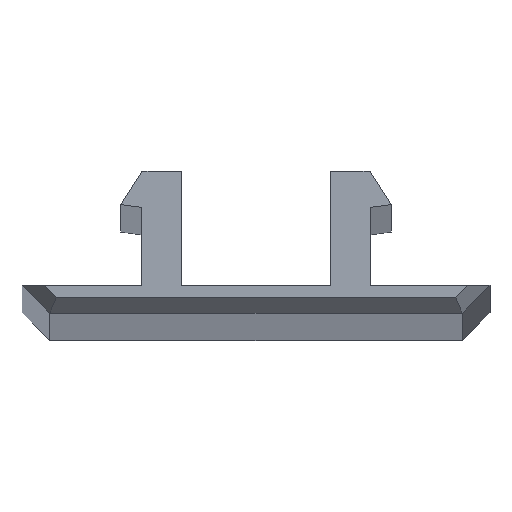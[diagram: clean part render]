
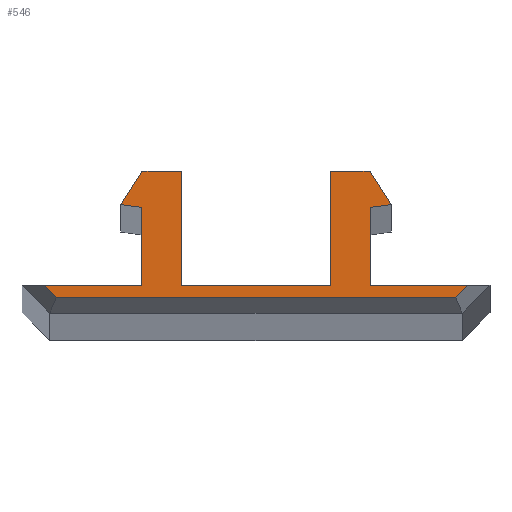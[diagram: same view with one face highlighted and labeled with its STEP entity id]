
A CAD part, top view. The second image highlights one B-rep face of the part: STEP entity #546.
In plain terms, the highlighted planar face has unit normal (0, 0, 1).
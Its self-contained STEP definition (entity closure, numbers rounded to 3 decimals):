
#4 = LINE ( 'NONE', #102, #337 ) ;
#15 = ORIENTED_EDGE ( 'NONE', *, *, #170, .T. ) ;
#20 = ORIENTED_EDGE ( 'NONE', *, *, #410, .T. ) ;
#22 = CARTESIAN_POINT ( 'NONE',  ( -1.9, 0.707, 400. ) ) ;
#27 = CARTESIAN_POINT ( 'NONE',  ( -2.9, 0., 400. ) ) ;
#30 = FACE_OUTER_BOUND ( 'NONE', #79, .T. ) ;
#60 = DIRECTION ( 'NONE',  ( 0.539, 0.842, 0. ) ) ;
#63 = ORIENTED_EDGE ( 'NONE', *, *, #263, .T. ) ;
#66 = VECTOR ( 'NONE', #307, 1000. ) ;
#70 = LINE ( 'NONE', #646, #409 ) ;
#74 = VECTOR ( 'NONE', #207, 1000. ) ;
#79 = EDGE_LOOP ( 'NONE', ( #244, #378, #712, #497, #656, #63, #643, #15, #20, #625, #119, #554, #320, #502, #138, #641 ) ) ;
#80 = DIRECTION ( 'NONE',  ( 0.991, 0.131, 0. ) ) ;
#85 = CARTESIAN_POINT ( 'NONE',  ( -0.299, 2.268, 400. ) ) ;
#89 = VERTEX_POINT ( 'NONE', #319 ) ;
#90 = CARTESIAN_POINT ( 'NONE',  ( 0., 3.601, 400. ) ) ;
#97 = DIRECTION ( 'NONE',  ( -1., 0., 0. ) ) ;
#102 = CARTESIAN_POINT ( 'NONE',  ( 3.692, 2.362, 400. ) ) ;
#109 = VERTEX_POINT ( 'NONE', #524 ) ;
#118 = CARTESIAN_POINT ( 'NONE',  ( -3.692, 2.362, 400. ) ) ;
#119 = ORIENTED_EDGE ( 'NONE', *, *, #708, .T. ) ;
#128 = CARTESIAN_POINT ( 'NONE',  ( -2.9, 2.689, 400. ) ) ;
#138 = ORIENTED_EDGE ( 'NONE', *, *, #506, .F. ) ;
#139 = VECTOR ( 'NONE', #553, 1000. ) ;
#143 = CARTESIAN_POINT ( 'NONE',  ( 1.9, 0., 400. ) ) ;
#146 = DIRECTION ( 'NONE',  ( 0.707, -0.707, 0. ) ) ;
#149 = VECTOR ( 'NONE', #146, 1000. ) ;
#156 = LINE ( 'NONE', #460, #450 ) ;
#170 = EDGE_CURVE ( 'NONE', #89, #529, #4, .T. ) ;
#184 = VERTEX_POINT ( 'NONE', #223 ) ;
#190 = DIRECTION ( 'NONE',  ( 0.707, 0.707, 0. ) ) ;
#192 = DIRECTION ( 'NONE',  ( 0., 1., 0. ) ) ;
#200 = LINE ( 'NONE', #85, #683 ) ;
#205 = LINE ( 'NONE', #143, #139 ) ;
#207 = DIRECTION ( 'NONE',  ( 1., 0., 0. ) ) ;
#209 = EDGE_CURVE ( 'NONE', #318, #518, #237, .T. ) ;
#213 = VECTOR ( 'NONE', #677, 1000. ) ;
#223 = CARTESIAN_POINT ( 'NONE',  ( -3.438, 2.76, 400. ) ) ;
#237 = LINE ( 'NONE', #27, #623 ) ;
#244 = ORIENTED_EDGE ( 'NONE', *, *, #331, .F. ) ;
#245 = LINE ( 'NONE', #317, #633 ) ;
#249 = VERTEX_POINT ( 'NONE', #694 ) ;
#255 = DIRECTION ( 'NONE',  ( 0., 0., 1. ) ) ;
#263 = EDGE_CURVE ( 'NONE', #427, #589, #583, .T. ) ;
#281 = AXIS2_PLACEMENT_3D ( 'NONE', #657, #255, #651 ) ;
#299 = LINE ( 'NONE', #533, #446 ) ;
#303 = DIRECTION ( 'NONE',  ( -1., 0., 0. ) ) ;
#305 = DIRECTION ( 'NONE',  ( 0., -1., 0. ) ) ;
#307 = DIRECTION ( 'NONE',  ( 1., 0., 0. ) ) ;
#311 = CARTESIAN_POINT ( 'NONE',  ( -2.339, -2.339, 400. ) ) ;
#313 = EDGE_CURVE ( 'NONE', #360, #322, #299, .T. ) ;
#317 = CARTESIAN_POINT ( 'NONE',  ( 2.339, -2.339, 400. ) ) ;
#318 = VERTEX_POINT ( 'NONE', #538 ) ;
#319 = CARTESIAN_POINT ( 'NONE',  ( 3.438, 2.76, 400. ) ) ;
#320 = ORIENTED_EDGE ( 'NONE', *, *, #522, .F. ) ;
#322 = VERTEX_POINT ( 'NONE', #22 ) ;
#331 = EDGE_CURVE ( 'NONE', #647, #318, #724, .T. ) ;
#332 = CARTESIAN_POINT ( 'NONE',  ( 2.9, 0.707, 400. ) ) ;
#333 = VECTOR ( 'NONE', #642, 1000. ) ;
#334 = DIRECTION ( 'NONE',  ( -0.539, 0.842, 0. ) ) ;
#337 = VECTOR ( 'NONE', #334, 1000. ) ;
#357 = VERTEX_POINT ( 'NONE', #664 ) ;
#360 = VERTEX_POINT ( 'NONE', #617 ) ;
#362 = VERTEX_POINT ( 'NONE', #698 ) ;
#378 = ORIENTED_EDGE ( 'NONE', *, *, #616, .T. ) ;
#383 = CARTESIAN_POINT ( 'NONE',  ( 0., 0.707, 400. ) ) ;
#401 = VECTOR ( 'NONE', #431, 1000. ) ;
#409 = VECTOR ( 'NONE', #303, 1000. ) ;
#410 = EDGE_CURVE ( 'NONE', #529, #499, #476, .T. ) ;
#423 = DIRECTION ( 'NONE',  ( -0.991, 0.131, 0. ) ) ;
#427 = VERTEX_POINT ( 'NONE', #332 ) ;
#428 = CARTESIAN_POINT ( 'NONE',  ( 2.9, 3.601, 400. ) ) ;
#431 = DIRECTION ( 'NONE',  ( 0., 1., 0. ) ) ;
#446 = VECTOR ( 'NONE', #305, 1000. ) ;
#447 = EDGE_CURVE ( 'NONE', #184, #357, #480, .T. ) ;
#450 = VECTOR ( 'NONE', #423, 1000. ) ;
#455 = CARTESIAN_POINT ( 'NONE',  ( 1.9, 3.601, 400. ) ) ;
#460 = CARTESIAN_POINT ( 'NONE',  ( 0.299, 2.268, 400. ) ) ;
#464 = EDGE_CURVE ( 'NONE', #362, #710, #732, .T. ) ;
#476 = LINE ( 'NONE', #632, #213 ) ;
#480 = LINE ( 'NONE', #118, #501 ) ;
#497 = ORIENTED_EDGE ( 'NONE', *, *, #558, .T. ) ;
#498 = CARTESIAN_POINT ( 'NONE',  ( 2.9, 2.689, 400. ) ) ;
#499 = VERTEX_POINT ( 'NONE', #455 ) ;
#501 = VECTOR ( 'NONE', #60, 1000. ) ;
#502 = ORIENTED_EDGE ( 'NONE', *, *, #447, .F. ) ;
#506 = EDGE_CURVE ( 'NONE', #518, #184, #156, .T. ) ;
#509 = VECTOR ( 'NONE', #97, 1000. ) ;
#510 = EDGE_CURVE ( 'NONE', #249, #427, #70, .T. ) ;
#518 = VERTEX_POINT ( 'NONE', #128 ) ;
#522 = EDGE_CURVE ( 'NONE', #357, #360, #544, .T. ) ;
#524 = CARTESIAN_POINT ( 'NONE',  ( 1.9, 0.707, 400. ) ) ;
#529 = VERTEX_POINT ( 'NONE', #428 ) ;
#533 = CARTESIAN_POINT ( 'NONE',  ( -1.9, 0., 400. ) ) ;
#536 = PLANE ( 'NONE',  #281 ) ;
#538 = CARTESIAN_POINT ( 'NONE',  ( -2.9, 0.707, 400. ) ) ;
#540 = LINE ( 'NONE', #311, #149 ) ;
#544 = LINE ( 'NONE', #90, #66 ) ;
#546 = ADVANCED_FACE ( 'NONE', ( #30 ), #536, .T. ) ;
#553 = DIRECTION ( 'NONE',  ( 0., -1., 0. ) ) ;
#554 = ORIENTED_EDGE ( 'NONE', *, *, #313, .F. ) ;
#557 = CARTESIAN_POINT ( 'NONE',  ( 0., 0.707, 400. ) ) ;
#558 = EDGE_CURVE ( 'NONE', #710, #249, #245, .T. ) ;
#576 = CARTESIAN_POINT ( 'NONE',  ( 5.243, 0.4, 400. ) ) ;
#583 = LINE ( 'NONE', #597, #401 ) ;
#586 = CARTESIAN_POINT ( 'NONE',  ( -5.384, 0.707, 400. ) ) ;
#589 = VERTEX_POINT ( 'NONE', #498 ) ;
#595 = EDGE_CURVE ( 'NONE', #589, #89, #200, .T. ) ;
#597 = CARTESIAN_POINT ( 'NONE',  ( 2.9, 0., 400. ) ) ;
#601 = EDGE_CURVE ( 'NONE', #499, #109, #205, .T. ) ;
#615 = LINE ( 'NONE', #383, #509 ) ;
#616 = EDGE_CURVE ( 'NONE', #647, #362, #540, .T. ) ;
#617 = CARTESIAN_POINT ( 'NONE',  ( -1.9, 3.601, 400. ) ) ;
#623 = VECTOR ( 'NONE', #192, 1000. ) ;
#625 = ORIENTED_EDGE ( 'NONE', *, *, #601, .T. ) ;
#632 = CARTESIAN_POINT ( 'NONE',  ( 0., 3.601, 400. ) ) ;
#633 = VECTOR ( 'NONE', #190, 1000. ) ;
#641 = ORIENTED_EDGE ( 'NONE', *, *, #209, .F. ) ;
#642 = DIRECTION ( 'NONE',  ( 1., 0., 0. ) ) ;
#643 = ORIENTED_EDGE ( 'NONE', *, *, #595, .T. ) ;
#646 = CARTESIAN_POINT ( 'NONE',  ( 0., 0.707, 400. ) ) ;
#647 = VERTEX_POINT ( 'NONE', #586 ) ;
#651 = DIRECTION ( 'NONE',  ( 1., 0., 0. ) ) ;
#656 = ORIENTED_EDGE ( 'NONE', *, *, #510, .T. ) ;
#657 = CARTESIAN_POINT ( 'NONE',  ( 0., 0., 400. ) ) ;
#664 = CARTESIAN_POINT ( 'NONE',  ( -2.9, 3.601, 400. ) ) ;
#673 = CARTESIAN_POINT ( 'NONE',  ( 5.077, 0.4, 400. ) ) ;
#677 = DIRECTION ( 'NONE',  ( -1., 0., 0. ) ) ;
#683 = VECTOR ( 'NONE', #80, 1000. ) ;
#694 = CARTESIAN_POINT ( 'NONE',  ( 5.384, 0.707, 400. ) ) ;
#698 = CARTESIAN_POINT ( 'NONE',  ( -5.077, 0.4, 400. ) ) ;
#708 = EDGE_CURVE ( 'NONE', #109, #322, #615, .T. ) ;
#710 = VERTEX_POINT ( 'NONE', #673 ) ;
#712 = ORIENTED_EDGE ( 'NONE', *, *, #464, .T. ) ;
#724 = LINE ( 'NONE', #557, #74 ) ;
#732 = LINE ( 'NONE', #576, #333 ) ;
